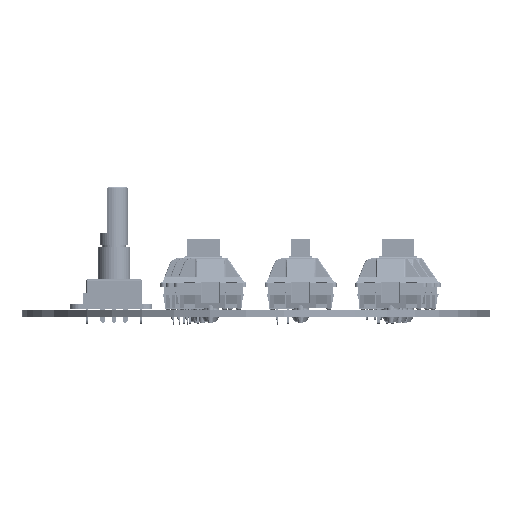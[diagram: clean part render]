
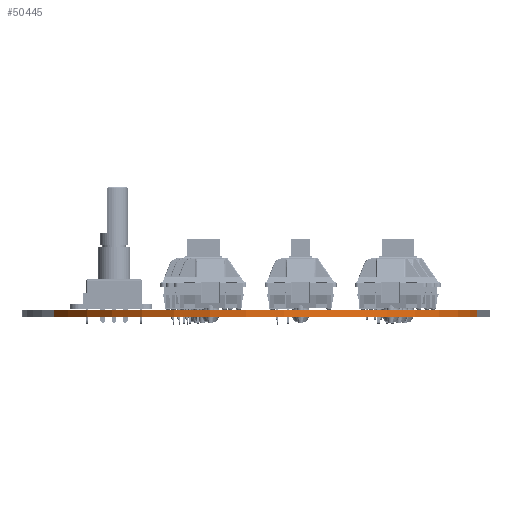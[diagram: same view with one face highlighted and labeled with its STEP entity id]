
A CAD part, left-side view. The second image highlights one B-rep face of the part: STEP entity #50445.
In plain terms, the highlighted cylindrical face has radius 47.084 mm (diameter 94.168 mm), a partial arc.
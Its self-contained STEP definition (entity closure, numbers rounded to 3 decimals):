
#47969 = EDGE_CURVE('',#47970,#47972,#47974,.T.);
#47970 = VERTEX_POINT('',#47971);
#47971 = CARTESIAN_POINT('',(97.194,-46.25,0.));
#47972 = VERTEX_POINT('',#47973);
#47973 = CARTESIAN_POINT('',(97.194,-46.25,1.6));
#47974 = LINE('',#47975,#47976);
#47975 = CARTESIAN_POINT('',(97.194,-46.25,0.));
#47976 = VECTOR('',#47977,1.);
#47977 = DIRECTION('',(0.,0.,1.));
#48035 = EDGE_CURVE('',#48036,#47970,#48038,.T.);
#48036 = VERTEX_POINT('',#48037);
#48037 = CARTESIAN_POINT('',(106.898,-138.068,0.));
#48038 = CIRCLE('',#48039,47.084);
#48039 = AXIS2_PLACEMENT_3D('',#48040,#48041,#48042);
#48040 = CARTESIAN_POINT('',(111.252,-91.186,0.));
#48041 = DIRECTION('',(0.,0.,-1.));
#48042 = DIRECTION('',(-0.092,-0.996,-0.));
#49243 = EDGE_CURVE('',#49244,#47972,#49246,.T.);
#49244 = VERTEX_POINT('',#49245);
#49245 = CARTESIAN_POINT('',(106.898,-138.068,1.6));
#49246 = CIRCLE('',#49247,47.084);
#49247 = AXIS2_PLACEMENT_3D('',#49248,#49249,#49250);
#49248 = CARTESIAN_POINT('',(111.252,-91.186,1.6));
#49249 = DIRECTION('',(0.,0.,-1.));
#49250 = DIRECTION('',(-0.092,-0.996,-0.));
#50445 = ADVANCED_FACE('',(#50446),#50457,.T.);
#50446 = FACE_BOUND('',#50447,.T.);
#50447 = EDGE_LOOP('',(#50448,#50454,#50455,#50456));
#50448 = ORIENTED_EDGE('',*,*,#50449,.T.);
#50449 = EDGE_CURVE('',#48036,#49244,#50450,.T.);
#50450 = LINE('',#50451,#50452);
#50451 = CARTESIAN_POINT('',(106.898,-138.068,0.));
#50452 = VECTOR('',#50453,1.);
#50453 = DIRECTION('',(0.,0.,1.));
#50454 = ORIENTED_EDGE('',*,*,#49243,.T.);
#50455 = ORIENTED_EDGE('',*,*,#47969,.F.);
#50456 = ORIENTED_EDGE('',*,*,#48035,.F.);
#50457 = CYLINDRICAL_SURFACE('',#50458,47.084);
#50458 = AXIS2_PLACEMENT_3D('',#50459,#50460,#50461);
#50459 = CARTESIAN_POINT('',(111.252,-91.186,0.));
#50460 = DIRECTION('',(0.,0.,-1.));
#50461 = DIRECTION('',(-0.092,-0.996,-0.));
